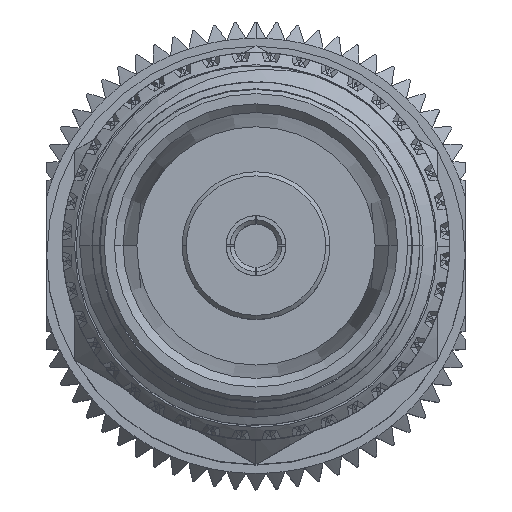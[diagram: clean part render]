
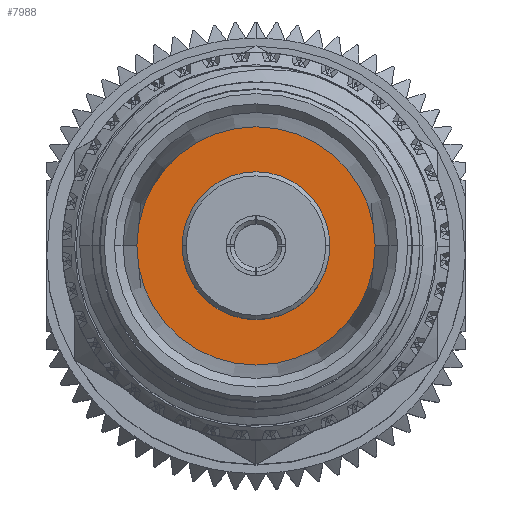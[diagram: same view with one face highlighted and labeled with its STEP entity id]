
A CAD part, top view. The second image highlights one B-rep face of the part: STEP entity #7988.
In plain terms, the highlighted face is planar.
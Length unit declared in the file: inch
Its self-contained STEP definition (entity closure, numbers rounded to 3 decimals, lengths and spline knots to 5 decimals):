
#306 = CARTESIAN_POINT ( 'NONE',  ( 0.33, 0., 0.09 ) ) ;
#1742 = CARTESIAN_POINT ( 'NONE',  ( 0.33, 0., 0. ) ) ;
#2421 = CIRCLE ( 'NONE', #63056, 0.14521 ) ;
#4089 = ORIENTED_EDGE ( 'NONE', *, *, #15476, .F. ) ;
#4862 = EDGE_CURVE ( 'NONE', #12772, #56557, #27672, .T. ) ;
#6042 = CARTESIAN_POINT ( 'NONE',  ( 0.33, 0., -0.09 ) ) ;
#7988 = ADVANCED_FACE ( 'NONE', ( #64103, #67786 ), #62506, .T. ) ;
#9849 = CARTESIAN_POINT ( 'NONE',  ( 0.33, 0., 0. ) ) ;
#10496 = AXIS2_PLACEMENT_3D ( 'NONE', #72555, #14027, #54160 ) ;
#12240 = EDGE_CURVE ( 'NONE', #36946, #27326, #71170, .T. ) ;
#12772 = VERTEX_POINT ( 'NONE', #306 ) ;
#14027 = DIRECTION ( 'NONE',  ( -1., 0., 0. ) ) ;
#15208 = DIRECTION ( 'NONE',  ( 0., 0., 1. ) ) ;
#15476 = EDGE_CURVE ( 'NONE', #56557, #12772, #72767, .T. ) ;
#19525 = AXIS2_PLACEMENT_3D ( 'NONE', #1742, #25500, #30853 ) ;
#21138 = CARTESIAN_POINT ( 'NONE',  ( 0.33, 0., 0. ) ) ;
#23772 = EDGE_CURVE ( 'NONE', #27326, #36946, #2421, .T. ) ;
#25500 = DIRECTION ( 'NONE',  ( -1., 0., 0. ) ) ;
#26385 = AXIS2_PLACEMENT_3D ( 'NONE', #21138, #32366, #73730 ) ;
#27028 = CARTESIAN_POINT ( 'NONE',  ( 0.33, 0., 0. ) ) ;
#27326 = VERTEX_POINT ( 'NONE', #43298 ) ;
#27672 = CIRCLE ( 'NONE', #19525, 0.09 ) ;
#29812 = ORIENTED_EDGE ( 'NONE', *, *, #23772, .T. ) ;
#30853 = DIRECTION ( 'NONE',  ( 0., 0., 1. ) ) ;
#32341 = DIRECTION ( 'NONE',  ( -1., 0., 0. ) ) ;
#32366 = DIRECTION ( 'NONE',  ( -1., 0., 0. ) ) ;
#32575 = EDGE_LOOP ( 'NONE', ( #50650, #29812 ) ) ;
#33611 = DIRECTION ( 'NONE',  ( -1., 0., 0. ) ) ;
#36946 = VERTEX_POINT ( 'NONE', #61773 ) ;
#41372 = AXIS2_PLACEMENT_3D ( 'NONE', #27028, #33611, #68932 ) ;
#43298 = CARTESIAN_POINT ( 'NONE',  ( 0.33, 0., -0.14521 ) ) ;
#50650 = ORIENTED_EDGE ( 'NONE', *, *, #12240, .T. ) ;
#54160 = DIRECTION ( 'NONE',  ( 0., 0., 1. ) ) ;
#54904 = EDGE_LOOP ( 'NONE', ( #4089, #59326 ) ) ;
#56557 = VERTEX_POINT ( 'NONE', #6042 ) ;
#59326 = ORIENTED_EDGE ( 'NONE', *, *, #4862, .F. ) ;
#61773 = CARTESIAN_POINT ( 'NONE',  ( 0.33, 0., 0.14521 ) ) ;
#62506 = PLANE ( 'NONE',  #41372 ) ;
#63056 = AXIS2_PLACEMENT_3D ( 'NONE', #9849, #32341, #15208 ) ;
#64103 = FACE_BOUND ( 'NONE', #54904, .T. ) ;
#67786 = FACE_OUTER_BOUND ( 'NONE', #32575, .T. ) ;
#68932 = DIRECTION ( 'NONE',  ( 0., 0., 1. ) ) ;
#71170 = CIRCLE ( 'NONE', #26385, 0.14521 ) ;
#72555 = CARTESIAN_POINT ( 'NONE',  ( 0.33, 0., 0. ) ) ;
#72767 = CIRCLE ( 'NONE', #10496, 0.09 ) ;
#73730 = DIRECTION ( 'NONE',  ( 0., 0., 1. ) ) ;
